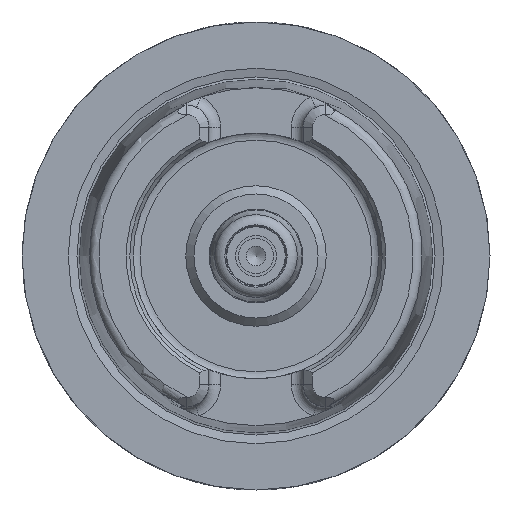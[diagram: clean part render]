
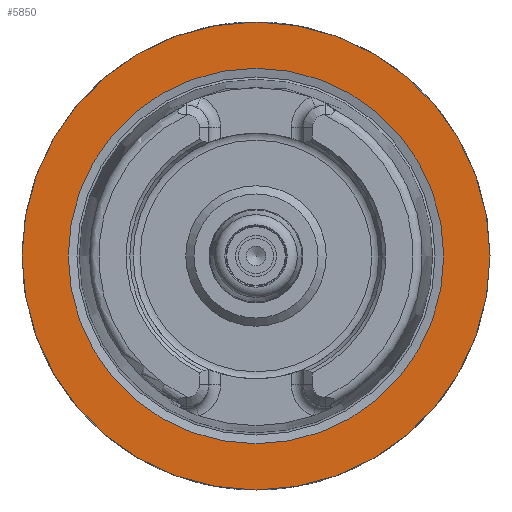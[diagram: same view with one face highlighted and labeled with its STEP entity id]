
A CAD part, left-side view. The second image highlights one B-rep face of the part: STEP entity #5850.
In plain terms, the highlighted planar face has unit normal (-1, 0, 0).
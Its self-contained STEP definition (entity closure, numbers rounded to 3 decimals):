
#4937=CARTESIAN_POINT('',(0.0,20.0,0.0));
#4938=VERTEX_POINT('',#4937);
#4939=CARTESIAN_POINT('',(0.0,0.0,0.0));
#4940=DIRECTION('',(1.0,0.0,0.0));
#4941=DIRECTION('',(0.0,1.0,0.0));
#4942=AXIS2_PLACEMENT_3D('',#4939,#4940,#4941);
#4943=CIRCLE('',#4942,20.0);
#4944=EDGE_CURVE('',#4938,#4938,#4943,.T.);
#5824=CARTESIAN_POINT('',(0.0,16.046,0.0));
#5825=VERTEX_POINT('',#5824);
#5826=CARTESIAN_POINT('',(0.0,0.0,0.0));
#5827=DIRECTION('',(1.0,0.0,0.0));
#5828=DIRECTION('',(0.0,1.0,0.0));
#5829=AXIS2_PLACEMENT_3D('',#5826,#5827,#5828);
#5830=CIRCLE('',#5829,16.046);
#5831=EDGE_CURVE('',#5825,#5825,#5830,.T.);
#5839=CARTESIAN_POINT('',(0.0,18.023,0.0));
#5840=DIRECTION('',(-1.0,0.0,0.0));
#5841=DIRECTION('',(0.0,0.0,1.0));
#5842=AXIS2_PLACEMENT_3D('',#5839,#5840,#5841);
#5843=PLANE('',#5842);
#5844=ORIENTED_EDGE('',*,*,#4944,.F.);
#5845=EDGE_LOOP('',(#5844));
#5846=FACE_OUTER_BOUND('',#5845,.T.);
#5847=ORIENTED_EDGE('',*,*,#5831,.T.);
#5848=EDGE_LOOP('',(#5847));
#5849=FACE_BOUND('',#5848,.T.);
#5850=ADVANCED_FACE('',(#5846,#5849),#5843,.T.);
